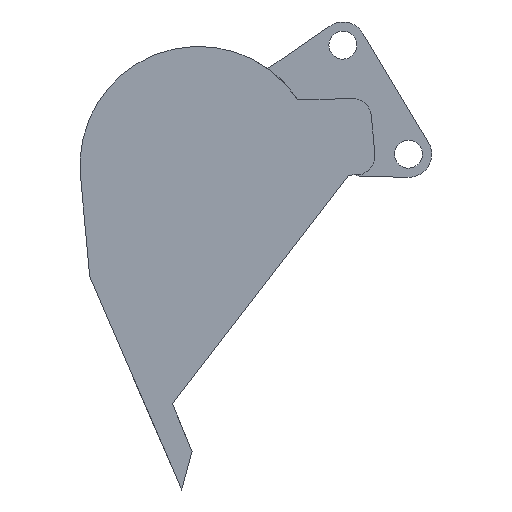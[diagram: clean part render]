
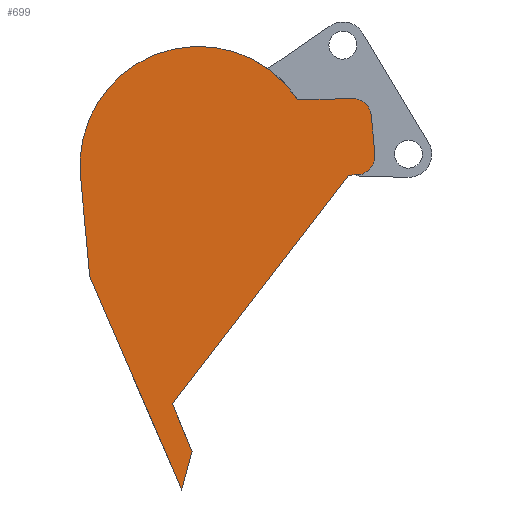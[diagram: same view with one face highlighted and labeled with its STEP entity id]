
A CAD part, left-side view. The second image highlights one B-rep face of the part: STEP entity #699.
In plain terms, the highlighted face is planar.
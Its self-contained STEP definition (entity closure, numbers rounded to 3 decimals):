
#7 = LINE ( 'NONE', #1459, #521 ) ;
#42 = CARTESIAN_POINT ( 'NONE',  ( 105.673, -346.502, -791.767 ) ) ;
#63 = LINE ( 'NONE', #780, #153 ) ;
#119 = EDGE_CURVE ( 'NONE', #1666, #2294, #950, .T. ) ;
#133 = CARTESIAN_POINT ( 'NONE',  ( -748.211, -1904.086, -791.767 ) ) ;
#153 = VECTOR ( 'NONE', #1506, 1000. ) ;
#267 = VERTEX_POINT ( 'NONE', #1182 ) ;
#309 = DIRECTION ( 'NONE',  ( 0., 0., -1. ) ) ;
#317 = ORIENTED_EDGE ( 'NONE', *, *, #395, .T. ) ;
#326 = CARTESIAN_POINT ( 'NONE',  ( 571.511, -1758.658, -791.767 ) ) ;
#379 = CARTESIAN_POINT ( 'NONE',  ( 507.967, -522.941, -791.767 ) ) ;
#383 = ORIENTED_EDGE ( 'NONE', *, *, #1076, .T. ) ;
#395 = EDGE_CURVE ( 'NONE', #1430, #267, #911, .T. ) ;
#398 = CARTESIAN_POINT ( 'NONE',  ( 14.49, -387.558, -791.767 ) ) ;
#406 = DIRECTION ( 'NONE',  ( 1., 0., 0. ) ) ;
#427 = VERTEX_POINT ( 'NONE', #477 ) ;
#462 = ORIENTED_EDGE ( 'NONE', *, *, #1206, .T. ) ;
#465 = ORIENTED_EDGE ( 'NONE', *, *, #608, .T. ) ;
#467 = ORIENTED_EDGE ( 'NONE', *, *, #1288, .T. ) ;
#477 = CARTESIAN_POINT ( 'NONE',  ( -1027.294, -1766.447, -791.767 ) ) ;
#493 = ORIENTED_EDGE ( 'NONE', *, *, #119, .T. ) ;
#520 = CARTESIAN_POINT ( 'NONE',  ( 76.436, -250.872, -791.767 ) ) ;
#521 = VECTOR ( 'NONE', #1482, 1000. ) ;
#543 = DIRECTION ( 'NONE',  ( 0.956, 0.292, 0. ) ) ;
#553 = DIRECTION ( 'NONE',  ( 0., 0., -1. ) ) ;
#555 = CARTESIAN_POINT ( 'NONE',  ( 25.153, -425.007, -791.767 ) ) ;
#572 = EDGE_CURVE ( 'NONE', #2303, #1430, #1280, .T. ) ;
#589 = VECTOR ( 'NONE', #995, 1000. ) ;
#590 = EDGE_CURVE ( 'NONE', #267, #1756, #1365, .T. ) ;
#608 = EDGE_CURVE ( 'NONE', #1390, #2169, #1257, .T. ) ;
#646 = AXIS2_PLACEMENT_3D ( 'NONE', #823, #2048, #1544 ) ;
#699 = ADVANCED_FACE ( 'NONE', ( #1713 ), #809, .F. ) ;
#729 = DIRECTION ( 'NONE',  ( 0.5, 0.866, 0. ) ) ;
#743 = DIRECTION ( 'NONE',  ( 1., 0., 0. ) ) ;
#780 = CARTESIAN_POINT ( 'NONE',  ( 14.49, -387.558, -791.767 ) ) ;
#801 = CARTESIAN_POINT ( 'NONE',  ( 19.856, -392.34, -791.767 ) ) ;
#809 = PLANE ( 'NONE',  #646 ) ;
#823 = CARTESIAN_POINT ( 'NONE',  ( 105.673, -346.502, -791.767 ) ) ;
#828 = ORIENTED_EDGE ( 'NONE', *, *, #1963, .T. ) ;
#842 = VERTEX_POINT ( 'NONE', #1239 ) ;
#856 = DIRECTION ( 'NONE',  ( -1., 0.017, 0. ) ) ;
#911 = CIRCLE ( 'NONE', #1105, 638. ) ;
#932 = DIRECTION ( 'NONE',  ( 1., 0., 0. ) ) ;
#950 = CIRCLE ( 'NONE', #2248, 100. ) ;
#973 = VECTOR ( 'NONE', #1229, 1000. ) ;
#982 = CARTESIAN_POINT ( 'NONE',  ( 373.766, -698.08, -791.767 ) ) ;
#995 = DIRECTION ( 'NONE',  ( 0.795, 0.606, 0. ) ) ;
#1047 = EDGE_CURVE ( 'NONE', #842, #2303, #1581, .T. ) ;
#1071 = VECTOR ( 'NONE', #1988, 1000. ) ;
#1076 = EDGE_CURVE ( 'NONE', #1290, #427, #2226, .T. ) ;
#1105 = AXIS2_PLACEMENT_3D ( 'NONE', #1770, #309, #2090 ) ;
#1127 = CARTESIAN_POINT ( 'NONE',  ( 52.763, -1918.065, -791.767 ) ) ;
#1182 = CARTESIAN_POINT ( 'NONE',  ( 1022.107, -1148.802, -791.767 ) ) ;
#1184 = ORIENTED_EDGE ( 'NONE', *, *, #572, .T. ) ;
#1185 = LINE ( 'NONE', #133, #1762 ) ;
#1196 = ORIENTED_EDGE ( 'NONE', *, *, #1701, .T. ) ;
#1197 = CARTESIAN_POINT ( 'NONE',  ( -1197.51, -1896.244, -791.767 ) ) ;
#1206 = EDGE_CURVE ( 'NONE', #1756, #1696, #1542, .T. ) ;
#1229 = DIRECTION ( 'NONE',  ( -0.956, -0.294, 0. ) ) ;
#1239 = CARTESIAN_POINT ( 'NONE',  ( 277.532, -189.39, -791.767 ) ) ;
#1242 = AXIS2_PLACEMENT_3D ( 'NONE', #1720, #1345, #2066 ) ;
#1254 = CARTESIAN_POINT ( 'NONE',  ( 399.811, -248.371, -791.767 ) ) ;
#1257 = CIRCLE ( 'NONE', #1331, 100. ) ;
#1258 = EDGE_LOOP ( 'NONE', ( #1376, #2054, #1184, #317, #1323, #462, #467, #383, #828, #1615, #465, #1196, #493 ) ) ;
#1261 = CARTESIAN_POINT ( 'NONE',  ( 384.107, -1148.802, -791.767 ) ) ;
#1280 = LINE ( 'NONE', #1454, #1071 ) ;
#1288 = EDGE_CURVE ( 'NONE', #1696, #1290, #1185, .T. ) ;
#1290 = VERTEX_POINT ( 'NONE', #1197 ) ;
#1310 = VERTEX_POINT ( 'NONE', #1936 ) ;
#1323 = ORIENTED_EDGE ( 'NONE', *, *, #590, .T. ) ;
#1331 = AXIS2_PLACEMENT_3D ( 'NONE', #1646, #1636, #743 ) ;
#1345 = DIRECTION ( 'NONE',  ( 0., 0., -1. ) ) ;
#1349 = LINE ( 'NONE', #1891, #1652 ) ;
#1365 = CIRCLE ( 'NONE', #1667, 638. ) ;
#1376 = ORIENTED_EDGE ( 'NONE', *, *, #1419, .T. ) ;
#1390 = VERTEX_POINT ( 'NONE', #2257 ) ;
#1419 = EDGE_CURVE ( 'NONE', #2294, #842, #1349, .T. ) ;
#1430 = VERTEX_POINT ( 'NONE', #379 ) ;
#1454 = CARTESIAN_POINT ( 'NONE',  ( 507.967, -522.941, -791.767 ) ) ;
#1459 = CARTESIAN_POINT ( 'NONE',  ( -750.139, -1766.447, -791.767 ) ) ;
#1482 = DIRECTION ( 'NONE',  ( 1., 0., 0. ) ) ;
#1506 = DIRECTION ( 'NONE',  ( -0.747, 0.665, 0. ) ) ;
#1529 = EDGE_CURVE ( 'NONE', #1310, #1390, #1821, .T. ) ;
#1542 = LINE ( 'NONE', #1740, #973 ) ;
#1544 = DIRECTION ( 'NONE',  ( 1., 0., 0. ) ) ;
#1581 = CIRCLE ( 'NONE', #1242, 100. ) ;
#1615 = ORIENTED_EDGE ( 'NONE', *, *, #1529, .T. ) ;
#1636 = DIRECTION ( 'NONE',  ( 0., 0., -1. ) ) ;
#1646 = CARTESIAN_POINT ( 'NONE',  ( 119.855, -392.889, -791.767 ) ) ;
#1652 = VECTOR ( 'NONE', #543, 1000. ) ;
#1666 = VERTEX_POINT ( 'NONE', #398 ) ;
#1667 = AXIS2_PLACEMENT_3D ( 'NONE', #1261, #1808, #932 ) ;
#1696 = VERTEX_POINT ( 'NONE', #1127 ) ;
#1701 = EDGE_CURVE ( 'NONE', #2169, #1666, #63, .T. ) ;
#1713 = FACE_OUTER_BOUND ( 'NONE', #1258, .T. ) ;
#1720 = CARTESIAN_POINT ( 'NONE',  ( 306.769, -285.021, -791.767 ) ) ;
#1740 = CARTESIAN_POINT ( 'NONE',  ( 98.254, -1904.086, -791.767 ) ) ;
#1756 = VERTEX_POINT ( 'NONE', #326 ) ;
#1762 = VECTOR ( 'NONE', #856, 1000. ) ;
#1770 = CARTESIAN_POINT ( 'NONE',  ( 384.107, -1148.802, -791.767 ) ) ;
#1808 = DIRECTION ( 'NONE',  ( 0., 0., -1. ) ) ;
#1821 = LINE ( 'NONE', #555, #1886 ) ;
#1886 = VECTOR ( 'NONE', #729, 1000. ) ;
#1891 = CARTESIAN_POINT ( 'NONE',  ( 365.932, -162.364, -791.767 ) ) ;
#1936 = CARTESIAN_POINT ( 'NONE',  ( -750.139, -1766.447, -791.767 ) ) ;
#1963 = EDGE_CURVE ( 'NONE', #427, #1310, #7, .T. ) ;
#1988 = DIRECTION ( 'NONE',  ( 0.367, -0.93, 0. ) ) ;
#2048 = DIRECTION ( 'NONE',  ( 0., 0., 1. ) ) ;
#2054 = ORIENTED_EDGE ( 'NONE', *, *, #1047, .T. ) ;
#2066 = DIRECTION ( 'NONE',  ( 1., 0., 0. ) ) ;
#2090 = DIRECTION ( 'NONE',  ( 1., 0., 0. ) ) ;
#2169 = VERTEX_POINT ( 'NONE', #801 ) ;
#2226 = LINE ( 'NONE', #982, #589 ) ;
#2248 = AXIS2_PLACEMENT_3D ( 'NONE', #42, #553, #406 ) ;
#2257 = CARTESIAN_POINT ( 'NONE',  ( 25.153, -425.007, -791.767 ) ) ;
#2294 = VERTEX_POINT ( 'NONE', #520 ) ;
#2303 = VERTEX_POINT ( 'NONE', #1254 ) ;
